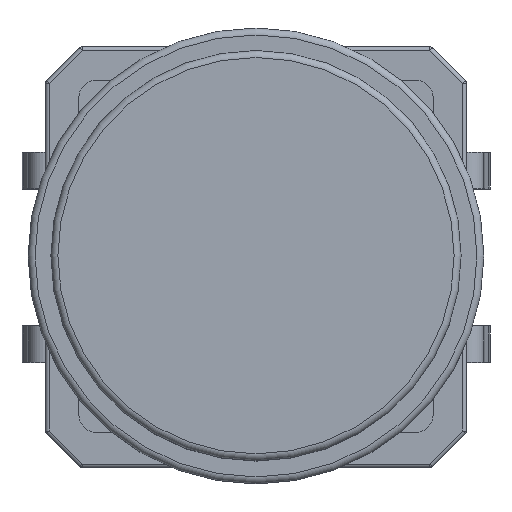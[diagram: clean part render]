
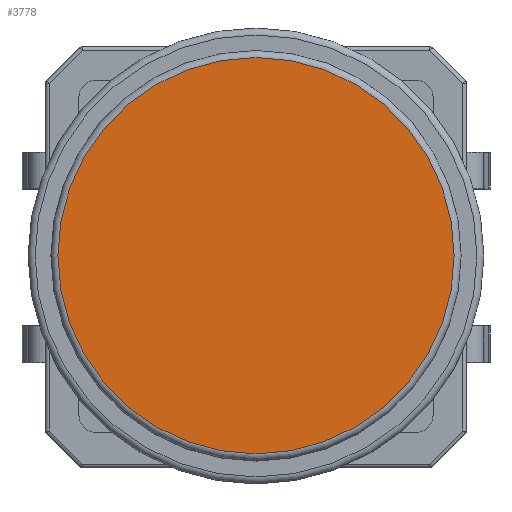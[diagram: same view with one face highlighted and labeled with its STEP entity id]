
A CAD part, top view. The second image highlights one B-rep face of the part: STEP entity #3778.
In plain terms, the highlighted planar face has unit normal (0, 0, 1).
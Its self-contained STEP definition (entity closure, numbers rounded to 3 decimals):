
#148=CIRCLE('',#4037,5.65);
#152=CIRCLE('',#4041,5.65);
#360=FACE_OUTER_BOUND('',#587,.T.);
#587=EDGE_LOOP('',(#2582,#2583));
#1560=VERTEX_POINT('',#5767);
#1561=VERTEX_POINT('',#5768);
#1937=EDGE_CURVE('',#1560,#1561,#148,.T.);
#1941=EDGE_CURVE('',#1561,#1560,#152,.T.);
#2582=ORIENTED_EDGE('',*,*,#1937,.F.);
#2583=ORIENTED_EDGE('',*,*,#1941,.F.);
#3505=PLANE('',#4043);
#3778=ADVANCED_FACE('',(#360),#3505,.T.);
#4037=AXIS2_PLACEMENT_3D('',#5769,#4576,#4577);
#4041=AXIS2_PLACEMENT_3D('',#5775,#4584,#4585);
#4043=AXIS2_PLACEMENT_3D('',#5778,#4589,#4590);
#4576=DIRECTION('center_axis',(0.,0.,-1.));
#4577=DIRECTION('ref_axis',(-1.,0.,0.));
#4584=DIRECTION('center_axis',(0.,0.,-1.));
#4585=DIRECTION('ref_axis',(-1.,0.,0.));
#4589=DIRECTION('center_axis',(0.,0.,1.));
#4590=DIRECTION('ref_axis',(1.,0.,0.));
#5767=CARTESIAN_POINT('',(12.,2.525,12.3));
#5768=CARTESIAN_POINT('',(0.7,2.525,12.3));
#5769=CARTESIAN_POINT('Origin',(6.35,2.525,12.3));
#5775=CARTESIAN_POINT('Origin',(6.35,2.525,12.3));
#5778=CARTESIAN_POINT('Origin',(6.35,2.525,12.3));
